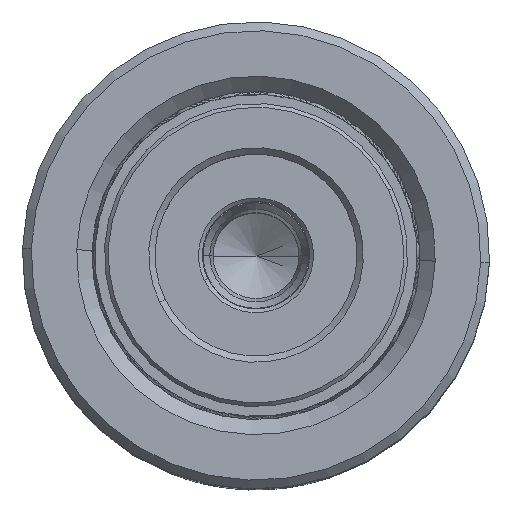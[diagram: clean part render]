
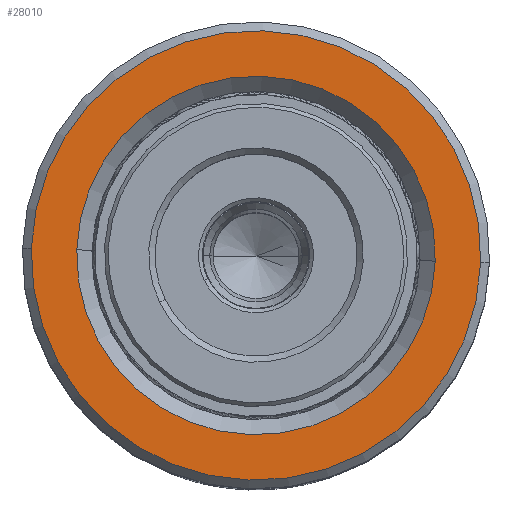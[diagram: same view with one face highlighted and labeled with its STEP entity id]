
A CAD part, top view. The second image highlights one B-rep face of the part: STEP entity #28010.
In plain terms, the highlighted planar face has unit normal (0, 0, 1).
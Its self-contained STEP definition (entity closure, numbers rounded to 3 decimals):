
#1481 = VERTEX_POINT ( 'NONE', #27190 ) ;
#1682 = DIRECTION ( 'NONE',  ( 1., 0., 0. ) ) ;
#2032 = FACE_BOUND ( 'NONE', #28264, .T. ) ;
#2318 = AXIS2_PLACEMENT_3D ( 'NONE', #15184, #4170, #1682 ) ;
#2403 = AXIS2_PLACEMENT_3D ( 'NONE', #32527, #5713, #13710 ) ;
#4170 = DIRECTION ( 'NONE',  ( 0., 0., -1. ) ) ;
#4880 = CARTESIAN_POINT ( 'NONE',  ( 14.2, 0., 50. ) ) ;
#5142 = AXIS2_PLACEMENT_3D ( 'NONE', #33398, #9083, #11583 ) ;
#5713 = DIRECTION ( 'NONE',  ( 0., 0., 1. ) ) ;
#7023 = DIRECTION ( 'NONE',  ( 0., 0., 1. ) ) ;
#9083 = DIRECTION ( 'NONE',  ( 0., 0., -1. ) ) ;
#9618 = EDGE_CURVE ( 'NONE', #11694, #10696, #10256, .T. ) ;
#9700 = CIRCLE ( 'NONE', #2318, 14.2 ) ;
#10046 = DIRECTION ( 'NONE',  ( 1., 0., 0. ) ) ;
#10256 = CIRCLE ( 'NONE', #5142, 14.2 ) ;
#10696 = VERTEX_POINT ( 'NONE', #4880 ) ;
#11017 = EDGE_LOOP ( 'NONE', ( #30540, #23513 ) ) ;
#11583 = DIRECTION ( 'NONE',  ( 1., 0., 0. ) ) ;
#11694 = VERTEX_POINT ( 'NONE', #27434 ) ;
#12457 = DIRECTION ( 'NONE',  ( 0., 0., 1. ) ) ;
#13190 = CIRCLE ( 'NONE', #2403, 17.8 ) ;
#13710 = DIRECTION ( 'NONE',  ( 1., 0., 0. ) ) ;
#14702 = EDGE_CURVE ( 'NONE', #26616, #1481, #13190, .T. ) ;
#15184 = CARTESIAN_POINT ( 'NONE',  ( 0., 0., 50. ) ) ;
#15282 = AXIS2_PLACEMENT_3D ( 'NONE', #25958, #12457, #31098 ) ;
#17667 = PLANE ( 'NONE',  #24964 ) ;
#18191 = CARTESIAN_POINT ( 'NONE',  ( 0., 0., 50. ) ) ;
#23251 = EDGE_CURVE ( 'NONE', #1481, #26616, #30588, .T. ) ;
#23513 = ORIENTED_EDGE ( 'NONE', *, *, #23251, .T. ) ;
#24725 = ORIENTED_EDGE ( 'NONE', *, *, #9618, .T. ) ;
#24964 = AXIS2_PLACEMENT_3D ( 'NONE', #18191, #7023, #10046 ) ;
#25840 = FACE_OUTER_BOUND ( 'NONE', #11017, .T. ) ;
#25958 = CARTESIAN_POINT ( 'NONE',  ( 0., 0., 50. ) ) ;
#26616 = VERTEX_POINT ( 'NONE', #31003 ) ;
#27075 = ORIENTED_EDGE ( 'NONE', *, *, #30212, .T. ) ;
#27190 = CARTESIAN_POINT ( 'NONE',  ( 17.8, 0., 50. ) ) ;
#27434 = CARTESIAN_POINT ( 'NONE',  ( -14.2, 0., 50. ) ) ;
#28010 = ADVANCED_FACE ( 'NONE', ( #25840, #2032 ), #17667, .T. ) ;
#28264 = EDGE_LOOP ( 'NONE', ( #27075, #24725 ) ) ;
#30212 = EDGE_CURVE ( 'NONE', #10696, #11694, #9700, .T. ) ;
#30540 = ORIENTED_EDGE ( 'NONE', *, *, #14702, .T. ) ;
#30588 = CIRCLE ( 'NONE', #15282, 17.8 ) ;
#31003 = CARTESIAN_POINT ( 'NONE',  ( -17.8, 0., 50. ) ) ;
#31098 = DIRECTION ( 'NONE',  ( 1., 0., 0. ) ) ;
#32527 = CARTESIAN_POINT ( 'NONE',  ( 0., 0., 50. ) ) ;
#33398 = CARTESIAN_POINT ( 'NONE',  ( 0., 0., 50. ) ) ;
